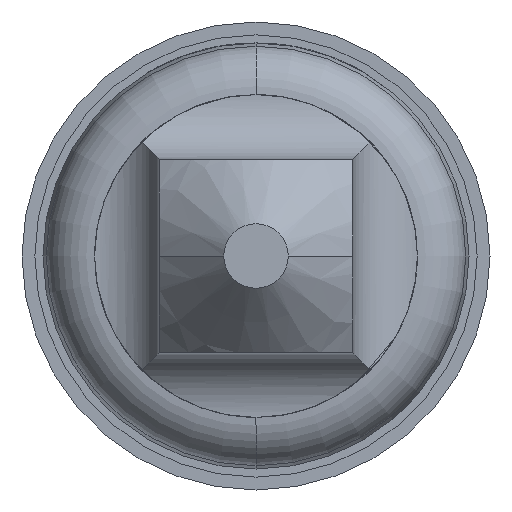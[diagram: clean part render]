
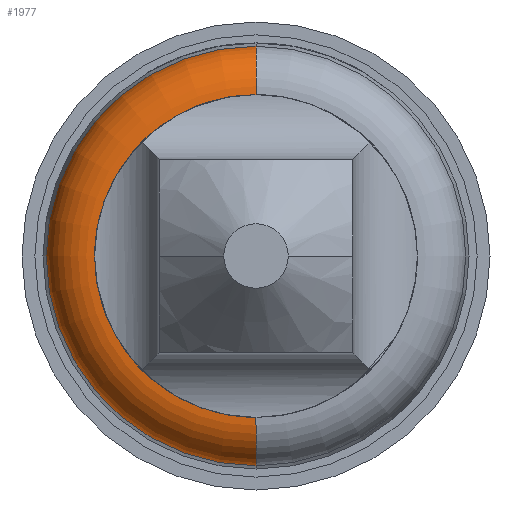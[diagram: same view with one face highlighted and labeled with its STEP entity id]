
A CAD part, front view. The second image highlights one B-rep face of the part: STEP entity #1977.
In plain terms, the highlighted toroidal (fillet/blend) face has major radius 0.5 mm and minor radius 0.15 mm.
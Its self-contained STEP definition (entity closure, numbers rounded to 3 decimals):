
#27 = CARTESIAN_POINT ( 'NONE',  ( 0., 9.95, -0.5 ) ) ;
#38 = EDGE_CURVE ( 'Defeature ausgef�hrt2_7+Defeature ausgef�hrt2_17+Defeature ausgef�hrt2_20+Defeature ausgef�hrt2_19', #538, #2097, #1809, .T. ) ;
#46 = AXIS2_PLACEMENT_3D ( 'NONE', #3197, #3206, #3216 ) ;
#55 = ORIENTED_EDGE ( 'NONE', *, *, #1775, .T. ) ;
#432 = DIRECTION ( 'NONE',  ( 0., 0., -1. ) ) ;
#538 = VERTEX_POINT ( 'NONE', #804 ) ;
#546 = AXIS2_PLACEMENT_3D ( 'NONE', #1580, #2091, #2701 ) ;
#684 = DIRECTION ( 'NONE',  ( 0., -1., 0. ) ) ;
#741 = CARTESIAN_POINT ( 'NONE',  ( 0., 9.95, 0. ) ) ;
#754 = CARTESIAN_POINT ( 'NONE',  ( 0., 9.8, -0.5 ) ) ;
#804 = CARTESIAN_POINT ( 'NONE',  ( -0.5, 9.8, 0. ) ) ;
#807 = EDGE_CURVE ( 'NONE', #1448, #2615, #2351, .T. ) ;
#816 = AXIS2_PLACEMENT_3D ( 'NONE', #2386, #684, #2683 ) ;
#959 = CIRCLE ( 'NONE', #816, 0.5 ) ;
#1037 = ORIENTED_EDGE ( 'NONE', *, *, #1911, .F. ) ;
#1382 = EDGE_CURVE ( 'Defeature ausgef�hrt2_10+Defeature ausgef�hrt2_17+Defeature ausgef�hrt2_17+Defeature ausgef�hrt2_17', #1495, #1448, #3546, .T. ) ;
#1448 = VERTEX_POINT ( 'NONE', #3580 ) ;
#1495 = VERTEX_POINT ( 'NONE', #2151 ) ;
#1580 = CARTESIAN_POINT ( 'NONE',  ( 0., 9.95, 0. ) ) ;
#1591 = ORIENTED_EDGE ( 'NONE', *, *, #1382, .F. ) ;
#1631 = ORIENTED_EDGE ( 'NONE', *, *, #38, .F. ) ;
#1715 = DIRECTION ( 'NONE',  ( -1., 0., 0. ) ) ;
#1775 = EDGE_CURVE ( 'NONE', #1495, #2097, #2915, .T. ) ;
#1809 = CIRCLE ( 'NONE', #3577, 0.5 ) ;
#1898 = DIRECTION ( 'NONE',  ( 0., 0., -1. ) ) ;
#1911 = EDGE_CURVE ( 'Defeature ausgef�hrt2_8+Defeature ausgef�hrt2_17+Defeature ausgef�hrt2_21+Defeature ausgef�hrt2_20', #2615, #538, #959, .T. ) ;
#1931 = DIRECTION ( 'NONE',  ( 0., -1., 0. ) ) ;
#1977 = ADVANCED_FACE ( 'Defeature ausgef�hrt2_17', ( #2383 ), #3452, .T. ) ;
#2071 = ORIENTED_EDGE ( 'NONE', *, *, #807, .F. ) ;
#2091 = DIRECTION ( 'NONE',  ( 0., 1., 0. ) ) ;
#2097 = VERTEX_POINT ( 'NONE', #754 ) ;
#2137 = EDGE_LOOP ( 'NONE', ( #2071, #1591, #55, #1631, #1037 ) ) ;
#2151 = CARTESIAN_POINT ( 'NONE',  ( 0., 9.95, -0.65 ) ) ;
#2294 = CARTESIAN_POINT ( 'NONE',  ( 0., 9.8, 0.5 ) ) ;
#2351 = CIRCLE ( 'NONE', #46, 0.15 ) ;
#2383 = FACE_OUTER_BOUND ( 'NONE', #2137, .T. ) ;
#2386 = CARTESIAN_POINT ( 'NONE',  ( 0., 9.8, 0. ) ) ;
#2615 = VERTEX_POINT ( 'NONE', #2294 ) ;
#2683 = DIRECTION ( 'NONE',  ( 0., 0., -1. ) ) ;
#2701 = DIRECTION ( 'NONE',  ( 0., 0., -1. ) ) ;
#2702 = DIRECTION ( 'NONE',  ( 0., -1., 0. ) ) ;
#2915 = CIRCLE ( 'NONE', #3441, 0.15 ) ;
#3197 = CARTESIAN_POINT ( 'NONE',  ( 0., 9.95, 0.5 ) ) ;
#3206 = DIRECTION ( 'NONE',  ( 1., 0., 0. ) ) ;
#3216 = DIRECTION ( 'NONE',  ( 0., 0., -1. ) ) ;
#3408 = DIRECTION ( 'NONE',  ( 0., 0., 1. ) ) ;
#3441 = AXIS2_PLACEMENT_3D ( 'NONE', #27, #1715, #3408 ) ;
#3452 = TOROIDAL_SURFACE ( 'NONE', #3563, 0.5, 0.15 ) ;
#3546 = CIRCLE ( 'NONE', #546, 0.65 ) ;
#3563 = AXIS2_PLACEMENT_3D ( 'NONE', #741, #2702, #432 ) ;
#3577 = AXIS2_PLACEMENT_3D ( 'NONE', #3654, #1931, #1898 ) ;
#3580 = CARTESIAN_POINT ( 'NONE',  ( 0., 9.95, 0.65 ) ) ;
#3654 = CARTESIAN_POINT ( 'NONE',  ( 0., 9.8, 0. ) ) ;
